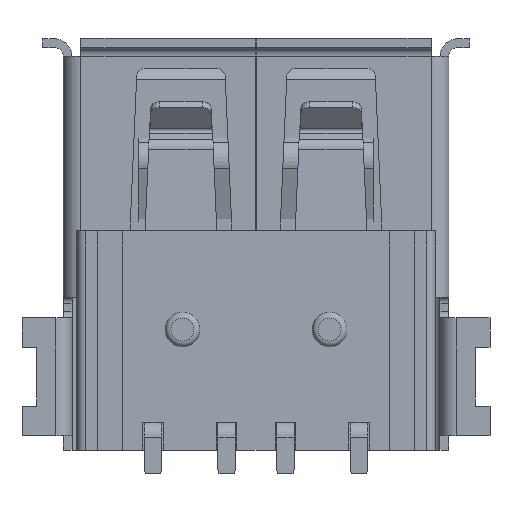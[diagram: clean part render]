
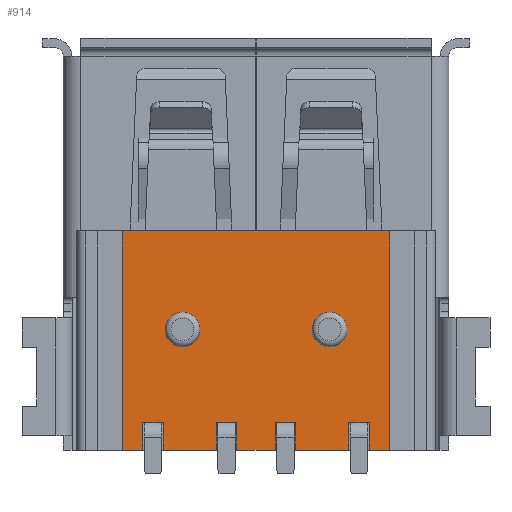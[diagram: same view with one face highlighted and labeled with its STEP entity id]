
A CAD part, front view. The second image highlights one B-rep face of the part: STEP entity #914.
In plain terms, the highlighted planar face has unit normal (0, -1, 0).
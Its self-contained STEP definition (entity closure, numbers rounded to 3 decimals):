
#914=ADVANCED_FACE('NONE',(#2393,#2394,#2395),#2396,.T.);
#2393=FACE_OUTER_BOUND('',#4544,.T.);
#2394=FACE_BOUND('',#4545,.T.);
#2395=FACE_BOUND('',#4546,.T.);
#2396=PLANE('',#4547);
#4544=EDGE_LOOP('',(#7792,#7793,#7794,#7795,#7796,#7797,#7798,#7799,#7800,#7801,#7802,#7803,#7804,#7805,#7806,#7807,#7808,#7809,#7810,#7811));
#4545=EDGE_LOOP('',(#7812));
#4546=EDGE_LOOP('',(#7813));
#4547=AXIS2_PLACEMENT_3D('',#7814,#7815,#7816);
#7792=ORIENTED_EDGE('',*,*,#13573,.T.);
#7793=ORIENTED_EDGE('',*,*,#13469,.T.);
#7794=ORIENTED_EDGE('',*,*,#13574,.F.);
#7795=ORIENTED_EDGE('',*,*,#13347,.T.);
#7796=ORIENTED_EDGE('',*,*,#13575,.T.);
#7797=ORIENTED_EDGE('',*,*,#13576,.T.);
#7798=ORIENTED_EDGE('',*,*,#13577,.F.);
#7799=ORIENTED_EDGE('',*,*,#13578,.T.);
#7800=ORIENTED_EDGE('',*,*,#13579,.T.);
#7801=ORIENTED_EDGE('',*,*,#13580,.T.);
#7802=ORIENTED_EDGE('',*,*,#13581,.F.);
#7803=ORIENTED_EDGE('',*,*,#13582,.T.);
#7804=ORIENTED_EDGE('',*,*,#13583,.T.);
#7805=ORIENTED_EDGE('',*,*,#13584,.T.);
#7806=ORIENTED_EDGE('',*,*,#13585,.F.);
#7807=ORIENTED_EDGE('',*,*,#13586,.T.);
#7808=ORIENTED_EDGE('',*,*,#13587,.T.);
#7809=ORIENTED_EDGE('',*,*,#13588,.T.);
#7810=ORIENTED_EDGE('',*,*,#13589,.F.);
#7811=ORIENTED_EDGE('',*,*,#13590,.T.);
#7812=ORIENTED_EDGE('',*,*,#13591,.F.);
#7813=ORIENTED_EDGE('',*,*,#13592,.F.);
#7814=CARTESIAN_POINT('',(-0.25,0.4,0.));
#7815=DIRECTION('',(0.,-1.0,0.));
#7816=DIRECTION('',(0.0,0.,-1.0));
#13347=EDGE_CURVE('NONE',#15962,#15963,#15964,.T.);
#13469=EDGE_CURVE('NONE',#16177,#16175,#16178,.T.);
#13573=EDGE_CURVE('NONE',#16357,#16177,#16358,.T.);
#13574=EDGE_CURVE('NONE',#15962,#16175,#16359,.T.);
#13575=EDGE_CURVE('NONE',#15963,#16360,#16361,.T.);
#13576=EDGE_CURVE('NONE',#16360,#16362,#16363,.T.);
#13577=EDGE_CURVE('NONE',#16364,#16362,#16365,.T.);
#13578=EDGE_CURVE('NONE',#16364,#16366,#16367,.T.);
#13579=EDGE_CURVE('NONE',#16366,#16368,#16369,.T.);
#13580=EDGE_CURVE('NONE',#16368,#16370,#16371,.T.);
#13581=EDGE_CURVE('NONE',#16372,#16370,#16373,.T.);
#13582=EDGE_CURVE('NONE',#16372,#16374,#16375,.T.);
#13583=EDGE_CURVE('NONE',#16374,#16376,#16377,.T.);
#13584=EDGE_CURVE('NONE',#16376,#16378,#16379,.T.);
#13585=EDGE_CURVE('NONE',#16380,#16378,#16381,.T.);
#13586=EDGE_CURVE('NONE',#16380,#16382,#16383,.T.);
#13587=EDGE_CURVE('NONE',#16382,#16384,#16385,.T.);
#13588=EDGE_CURVE('NONE',#16384,#16386,#16387,.T.);
#13589=EDGE_CURVE('NONE',#16388,#16386,#16389,.T.);
#13590=EDGE_CURVE('NONE',#16388,#16357,#16390,.T.);
#13591=EDGE_CURVE('NONE',#16391,#16391,#16392,.T.);
#13592=EDGE_CURVE('NONE',#16393,#16393,#16394,.T.);
#15962=VERTEX_POINT('NONE',#19826);
#15963=VERTEX_POINT('NONE',#19827);
#15964=LINE('',#19828,#19829);
#16175=VERTEX_POINT('NONE',#20171);
#16177=VERTEX_POINT('NONE',#20174);
#16178=LINE('',#20175,#20176);
#16357=VERTEX_POINT('NONE',#20433);
#16358=LINE('',#20434,#20435);
#16359=LINE('',#20436,#20437);
#16360=VERTEX_POINT('NONE',#20438);
#16361=LINE('',#20439,#20440);
#16362=VERTEX_POINT('NONE',#20441);
#16363=LINE('',#20442,#20443);
#16364=VERTEX_POINT('NONE',#20444);
#16365=LINE('',#20445,#20446);
#16366=VERTEX_POINT('NONE',#20447);
#16367=LINE('',#20448,#20449);
#16368=VERTEX_POINT('NONE',#20450);
#16369=LINE('',#20451,#20452);
#16370=VERTEX_POINT('NONE',#20453);
#16371=LINE('',#20454,#20455);
#16372=VERTEX_POINT('NONE',#20456);
#16373=LINE('',#20457,#20458);
#16374=VERTEX_POINT('NONE',#20459);
#16375=LINE('',#20460,#20461);
#16376=VERTEX_POINT('NONE',#20462);
#16377=LINE('',#20463,#20464);
#16378=VERTEX_POINT('NONE',#20465);
#16379=LINE('',#20466,#20467);
#16380=VERTEX_POINT('NONE',#20468);
#16381=LINE('',#20469,#20470);
#16382=VERTEX_POINT('NONE',#20471);
#16383=LINE('',#20472,#20473);
#16384=VERTEX_POINT('NONE',#20474);
#16385=LINE('',#20475,#20476);
#16386=VERTEX_POINT('NONE',#20477);
#16387=LINE('',#20478,#20479);
#16388=VERTEX_POINT('NONE',#20480);
#16389=LINE('',#20481,#20482);
#16390=LINE('',#20483,#20484);
#16391=VERTEX_POINT('',#20485);
#16392=CIRCLE('',#20486,0.59);
#16393=VERTEX_POINT('',#20487);
#16394=CIRCLE('',#20488,0.59);
#19826=CARTESIAN_POINT('',(4.55,0.4,0.35));
#19827=CARTESIAN_POINT('',(4.55,0.4,7.8));
#19828=CARTESIAN_POINT('',(4.55,0.4,0.));
#19829=VECTOR('',#25063,1000.0);
#20171=CARTESIAN_POINT('',(3.85,0.4,0.35));
#20174=CARTESIAN_POINT('',(3.85,0.4,1.3));
#20175=CARTESIAN_POINT('',(3.85,0.4,1.3));
#20176=VECTOR('',#25185,1000.0);
#20433=CARTESIAN_POINT('',(3.15,0.4,1.3));
#20434=CARTESIAN_POINT('',(-0.25,0.4,1.3));
#20435=VECTOR('',#25308,1000.0);
#20436=CARTESIAN_POINT('',(3.85,0.4,0.35));
#20437=VECTOR('',#25309,1000.0);
#20438=CARTESIAN_POINT('',(-4.55,0.4,7.8));
#20439=CARTESIAN_POINT('',(-6.1,0.4,7.8));
#20440=VECTOR('',#25310,1000.0);
#20441=CARTESIAN_POINT('',(-4.55,0.4,0.35));
#20442=CARTESIAN_POINT('',(-4.55,0.4,0.));
#20443=VECTOR('',#25311,1000.0);
#20444=CARTESIAN_POINT('',(-3.85,0.4,0.35));
#20445=CARTESIAN_POINT('',(-3.85,0.4,0.35));
#20446=VECTOR('',#25312,1000.0);
#20447=CARTESIAN_POINT('',(-3.85,0.4,1.3));
#20448=CARTESIAN_POINT('',(-3.85,0.4,1.3));
#20449=VECTOR('',#25313,1000.0);
#20450=CARTESIAN_POINT('',(-3.15,0.4,1.3));
#20451=CARTESIAN_POINT('',(-0.25,0.4,1.3));
#20452=VECTOR('',#25314,1000.0);
#20453=CARTESIAN_POINT('',(-3.15,0.4,0.35));
#20454=CARTESIAN_POINT('',(-3.15,0.4,1.3));
#20455=VECTOR('',#25315,1000.0);
#20456=CARTESIAN_POINT('',(-1.35,0.4,0.35));
#20457=CARTESIAN_POINT('',(-1.35,0.4,0.35));
#20458=VECTOR('',#25316,1000.0);
#20459=CARTESIAN_POINT('',(-1.35,0.4,1.3));
#20460=CARTESIAN_POINT('',(-1.35,0.4,1.3));
#20461=VECTOR('',#25317,1000.0);
#20462=CARTESIAN_POINT('',(-0.65,0.4,1.3));
#20463=CARTESIAN_POINT('',(-0.65,0.4,1.3));
#20464=VECTOR('',#25318,1000.0);
#20465=CARTESIAN_POINT('',(-0.65,0.4,0.35));
#20466=CARTESIAN_POINT('',(-0.65,0.4,1.3));
#20467=VECTOR('',#25319,1000.0);
#20468=CARTESIAN_POINT('',(0.65,0.4,0.35));
#20469=CARTESIAN_POINT('',(0.65,0.4,0.35));
#20470=VECTOR('',#25320,1000.0);
#20471=CARTESIAN_POINT('',(0.65,0.4,1.3));
#20472=CARTESIAN_POINT('',(0.65,0.4,1.3));
#20473=VECTOR('',#25321,1000.0);
#20474=CARTESIAN_POINT('',(1.35,0.4,1.3));
#20475=CARTESIAN_POINT('',(-0.65,0.4,1.3));
#20476=VECTOR('',#25322,1000.0);
#20477=CARTESIAN_POINT('',(1.35,0.4,0.35));
#20478=CARTESIAN_POINT('',(1.35,0.4,1.3));
#20479=VECTOR('',#25323,1000.0);
#20480=CARTESIAN_POINT('',(3.15,0.4,0.35));
#20481=CARTESIAN_POINT('',(3.15,0.4,0.35));
#20482=VECTOR('',#25324,1000.0);
#20483=CARTESIAN_POINT('',(3.15,0.4,1.3));
#20484=VECTOR('',#25325,1000.0);
#20485=CARTESIAN_POINT('',(-2.5,0.4,3.86));
#20486=AXIS2_PLACEMENT_3D('',#25326,#25327,#25328);
#20487=CARTESIAN_POINT('',(2.5,0.4,3.86));
#20488=AXIS2_PLACEMENT_3D('',#25329,#25330,#25331);
#25063=DIRECTION('',(0.,0.,1.0));
#25185=DIRECTION('',(0.,0.,-1.0));
#25308=DIRECTION('',(1.0,0.,0.));
#25309=DIRECTION('',(-1.0,0.,0.));
#25310=DIRECTION('',(-1.0,0.,0.));
#25311=DIRECTION('',(0.,0.,-1.0));
#25312=DIRECTION('',(-1.0,0.,0.));
#25313=DIRECTION('',(0.,0.,1.0));
#25314=DIRECTION('',(1.0,0.,0.));
#25315=DIRECTION('',(0.,0.,-1.0));
#25316=DIRECTION('',(-1.0,0.,0.));
#25317=DIRECTION('',(0.,0.,1.0));
#25318=DIRECTION('',(1.0,0.,0.));
#25319=DIRECTION('',(0.,0.,-1.0));
#25320=DIRECTION('',(-1.0,0.,0.));
#25321=DIRECTION('',(0.,0.,1.0));
#25322=DIRECTION('',(1.0,0.,0.));
#25323=DIRECTION('',(0.,0.,-1.0));
#25324=DIRECTION('',(-1.0,0.,0.));
#25325=DIRECTION('',(0.,0.,1.0));
#25326=CARTESIAN_POINT('',(-2.5,0.4,4.45));
#25327=DIRECTION('',(0.,-1.0,0.0));
#25328=DIRECTION('',(0.0,0.0,1.0));
#25329=CARTESIAN_POINT('',(2.5,0.4,4.45));
#25330=DIRECTION('',(0.,-1.0,0.0));
#25331=DIRECTION('',(0.0,0.0,1.0));
